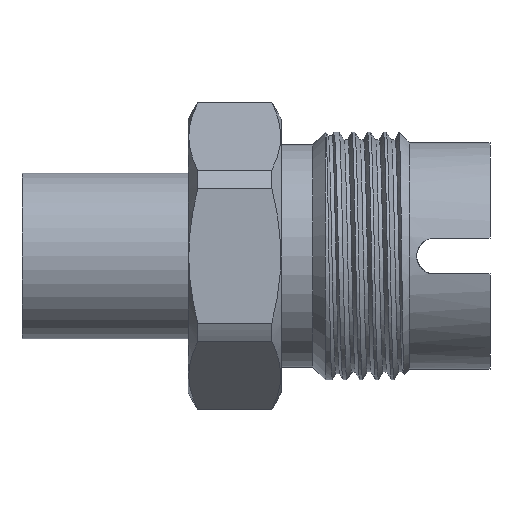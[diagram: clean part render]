
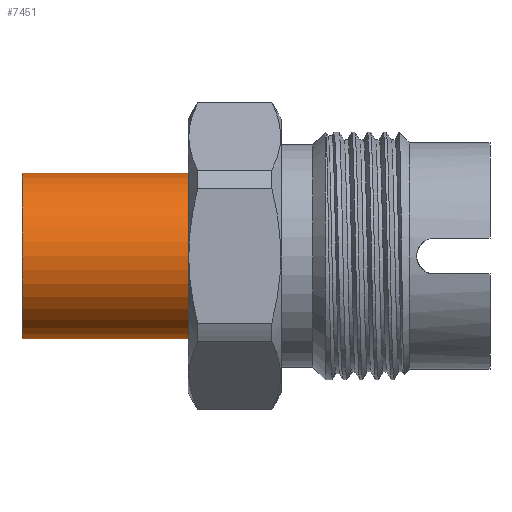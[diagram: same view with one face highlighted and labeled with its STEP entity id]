
A CAD part, left-side view. The second image highlights one B-rep face of the part: STEP entity #7451.
In plain terms, the highlighted cylindrical face has radius 9.544 mm (diameter 19.088 mm), a partial arc.
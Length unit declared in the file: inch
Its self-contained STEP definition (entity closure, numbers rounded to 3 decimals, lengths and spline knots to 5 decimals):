
#591 = ORIENTED_EDGE ( 'NONE', *, *, #11351, .F. ) ;
#644 = DIRECTION ( 'NONE',  ( 0., -1., 0. ) ) ;
#650 = ORIENTED_EDGE ( 'NONE', *, *, #11214, .T. ) ;
#860 = AXIS2_PLACEMENT_3D ( 'NONE', #4541, #7174, #10209 ) ;
#1339 = ORIENTED_EDGE ( 'NONE', *, *, #9738, .F. ) ;
#1425 = EDGE_LOOP ( 'NONE', ( #1339, #650, #7732, #591 ) ) ;
#1505 = CARTESIAN_POINT ( 'NONE',  ( 0., 0., -0.37575 ) ) ;
#1707 = DIRECTION ( 'NONE',  ( 0., 0., -1. ) ) ;
#2744 = DIRECTION ( 'NONE',  ( 0., -1., 0. ) ) ;
#2941 = EDGE_CURVE ( 'NONE', #8801, #11509, #10298, .T. ) ;
#3477 = CARTESIAN_POINT ( 'NONE',  ( 0., 0., 0.37575 ) ) ;
#3616 = CARTESIAN_POINT ( 'NONE',  ( 0., 1.3675, 0.37575 ) ) ;
#4007 = CARTESIAN_POINT ( 'NONE',  ( 0., 2.12, -0.37575 ) ) ;
#4070 = FACE_OUTER_BOUND ( 'NONE', #1425, .T. ) ;
#4200 = LINE ( 'NONE', #3477, #5738 ) ;
#4449 = DIRECTION ( 'NONE',  ( 0., -1., 0. ) ) ;
#4541 = CARTESIAN_POINT ( 'NONE',  ( 0., 1.3675, 0. ) ) ;
#5102 = VERTEX_POINT ( 'NONE', #11372 ) ;
#5738 = VECTOR ( 'NONE', #11431, 39.37008 ) ;
#6145 = CARTESIAN_POINT ( 'NONE',  ( 0., 0., 0. ) ) ;
#6323 = CARTESIAN_POINT ( 'NONE',  ( 0., 2.12, 0. ) ) ;
#7174 = DIRECTION ( 'NONE',  ( 0., -1., 0. ) ) ;
#7451 = ADVANCED_FACE ( 'NONE', ( #4070 ), #9833, .T. ) ;
#7542 = CIRCLE ( 'NONE', #860, 0.37575 ) ;
#7670 = CARTESIAN_POINT ( 'NONE',  ( 0., 1.3675, -0.37575 ) ) ;
#7732 = ORIENTED_EDGE ( 'NONE', *, *, #2941, .T. ) ;
#7905 = VECTOR ( 'NONE', #4449, 39.37008 ) ;
#8082 = DIRECTION ( 'NONE',  ( 0., 0., -1. ) ) ;
#8801 = VERTEX_POINT ( 'NONE', #4007 ) ;
#8961 = CIRCLE ( 'NONE', #10128, 0.37575 ) ;
#9123 = VERTEX_POINT ( 'NONE', #3616 ) ;
#9738 = EDGE_CURVE ( 'NONE', #5102, #9123, #4200, .T. ) ;
#9833 = CYLINDRICAL_SURFACE ( 'NONE', #10109, 0.37575 ) ;
#10109 = AXIS2_PLACEMENT_3D ( 'NONE', #6145, #644, #1707 ) ;
#10128 = AXIS2_PLACEMENT_3D ( 'NONE', #6323, #2744, #8082 ) ;
#10209 = DIRECTION ( 'NONE',  ( 0., 0., -1. ) ) ;
#10298 = LINE ( 'NONE', #1505, #7905 ) ;
#11214 = EDGE_CURVE ( 'NONE', #5102, #8801, #8961, .T. ) ;
#11351 = EDGE_CURVE ( 'NONE', #9123, #11509, #7542, .T. ) ;
#11372 = CARTESIAN_POINT ( 'NONE',  ( 0., 2.12, 0.37575 ) ) ;
#11431 = DIRECTION ( 'NONE',  ( 0., -1., 0. ) ) ;
#11509 = VERTEX_POINT ( 'NONE', #7670 ) ;
